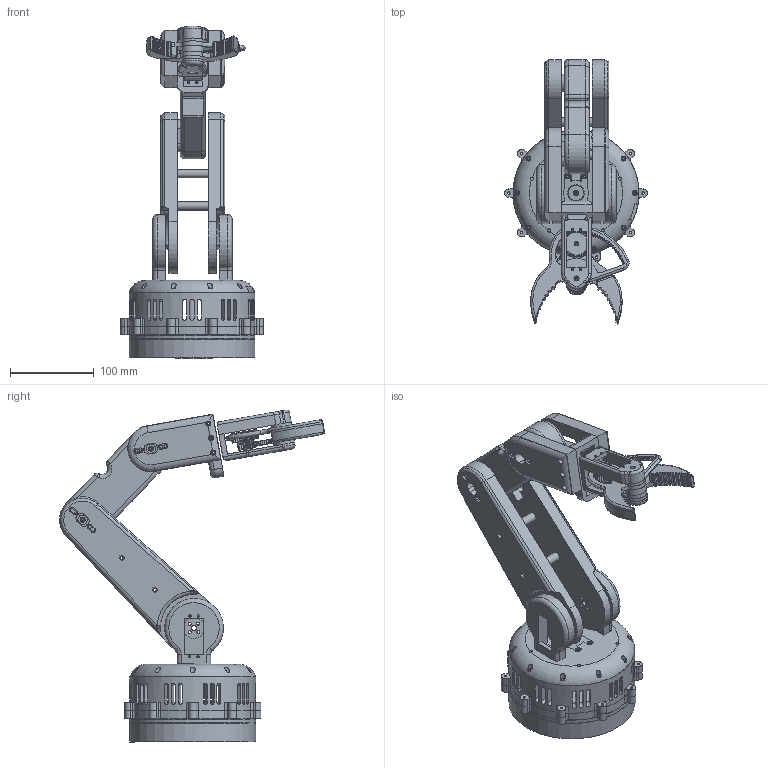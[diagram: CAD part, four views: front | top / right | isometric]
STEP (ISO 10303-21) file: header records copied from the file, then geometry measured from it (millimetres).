
FILE_DESCRIPTION(/* description */ ('','CAx-IF Rec.Pracs.---Representation and Presentation of Product Manufacturing Information (PMI)---4.0---2014-10-13'),/* implementation_level */ '2;1');
FILE_NAME(/* name */ 'Turntable v12.step',/* time_stamp */ '2025-02-17T23:24:34+05:00',/* author */ (''),/* organization */ (''),/* preprocessor_version */ 'ST-DEVELOPER v20',/* originating_system */ 'Autodesk Translation Framework v13.20.0.188',/* authorisation */ '');
FILE_SCHEMA (('AP242_MANAGED_MODEL_BASED_3D_ENGINEERING_MIM_LF { 1 0 10303 442 1 1 4 }'));
Products named in the file (33): Turntable; Base bottom; Base cylinder; Base top; Bearing ring; Gear 12T; Gear 27T; Potentiometer; Rotating plate; Rotating plate clamp; Bearing clamp; Steel ball 10mm; Robot arm; Base servo mount; Lower arm left; Lower arm right; Lower arm bushing; Bearing holder; Center arm; Center arm bearing guide; Center arm bearing guide clamp; Upper arm left; Upper arm right; Upper arm servo mount; Gripper v2; Servo mount; Servo gear; Gripper 72T; Bearing guide; Bearing center bushing; Cover plate; Gripper 120T; Bearing top-bottom bushing
Assembly tree (48 placements, depth 3):
  Turntable
    Base bottom
    Base cylinder
    Base top
    Bearing clamp  x2
    Bearing ring
    Gear 12T
    Gear 27T
    Potentiometer
    Rotating plate
    Rotating plate clamp
    Steel ball 10mm  x10
    Robot arm
      Base servo mount  x2
      Lower arm left
      Lower arm right
      Lower arm bushing  x2
      Bearing holder  x2
      Center arm
      Center arm bearing guide  x2
      Center arm bearing guide clamp  x2
      Upper arm left
      Upper arm right
      Upper arm servo mount
    Gripper v2
      Servo mount
      Servo gear
      Gripper 72T
      Bearing guide
      Bearing center bushing
      Bearing top-bottom bushing  x2
      Cover plate
      Gripper 120T
Bounding box: 170 x 315.71 x 395.48 mm (x, y, z)
Volume: 1936557.6 mm3; surface area: 493689.9 mm2
Topology: 46 solids, 46 shells, 2368 faces, 6396 edges, 4214 vertices
Faces by surface type: cylinder 1577, plane 640, bspline 88, torus 35, sphere 17, cone 11
Full cylindrical faces by diameter (mm): 2.8 x78, 3.5 x76, 3.8 x10, 5.25 x1, 5.65 x1, 6 x56, 6.3 x1, 6.5 x1, 8 x4, 8.25 x2, 8.5 x3, 9 x1, 10 x6, 10.25 x4, 10.5 x10, 11 x2, 12 x1, 12.25 x1, 14 x1, 15 x1, 16.25 x5, 18 x1, 20 x4, 22 x1, 25 x7, 30.25 x2, 124 x1, 130 x1, 150 x3
Entity records: 78840 total; most frequent: CARTESIAN_POINT 17819, DIRECTION 13427, ORIENTED_EDGE 12240, EDGE_CURVE 6120, AXIS2_PLACEMENT_3D 5369, VERTEX_POINT 4042, CIRCLE 3091, EDGE_LOOP 2748
